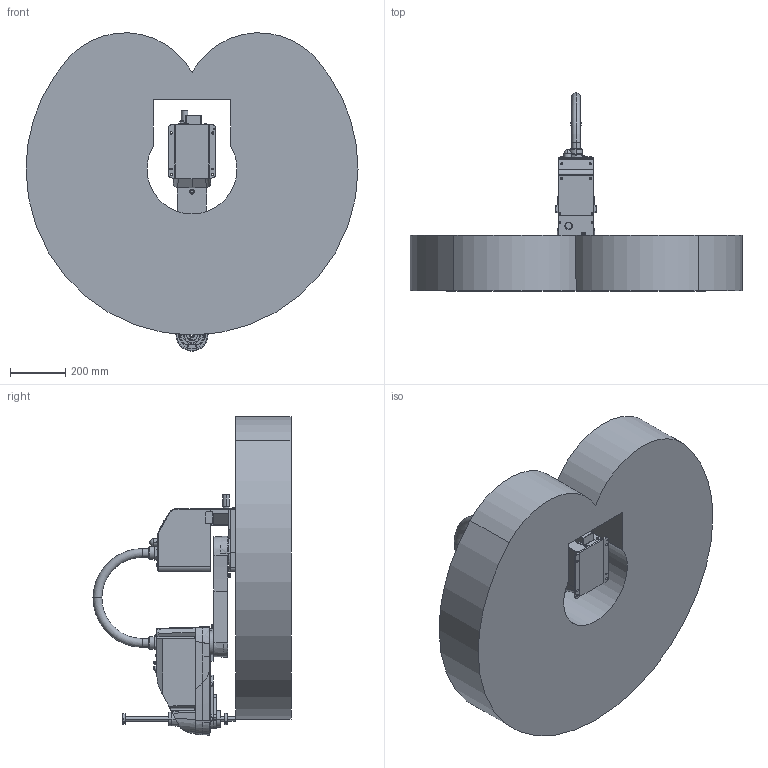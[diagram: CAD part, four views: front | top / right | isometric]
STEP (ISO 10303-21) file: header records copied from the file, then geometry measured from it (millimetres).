
FILE_DESCRIPTION((''),'2;1');
FILE_NAME('T6-602S_MA_ASM','2018-04-25T',('5008842'),(''),'CREO PARAMETRIC BY PTC INC, 2016050','CREO PARAMETRIC BY PTC INC, 2016050','');
FILE_SCHEMA(('AUTOMOTIVE_DESIGN { 1 0 10303 214 1 1 1 1 }'));
Products named in the file (7): _T6-602S_BASE_1_2; _T6-602S_ARM1_1_2; _T6-602S_ARM2_1_2; _T6-602S_SHAFT_1_2; _T6-602S_CABLE_1_2; _T6-602SWS; T6-602S_MA_ASM
Assembly tree (6 placements, depth 2):
  T6-602S_MA_ASM
    _T6-602S_BASE_1_2
    _T6-602S_ARM1_1_2
    _T6-602S_ARM2_1_2
    _T6-602S_SHAFT_1_2
    _T6-602S_CABLE_1_2
    _T6-602SWS
Bounding box: 1200 x 715.7 x 1150.76 mm (x, y, z)
Volume: 210325869.4 mm3; surface area: 4053574.6 mm2
Topology: 6 solids, 6 shells, 2189 faces, 5544 edges, 3638 vertices
Faces by surface type: plane 1346, cylinder 561, cone 107, torus 100, bspline 73, sphere 2
Entity records: 91676 total; most frequent: CARTESIAN_POINT 19880, DIRECTION 11136, ORIENTED_EDGE 11072, EDGE_CURVE 5536, AXIS2_PLACEMENT_3D 3790, VERTEX_POINT 3638, VECTOR 3556, LINE 3556
